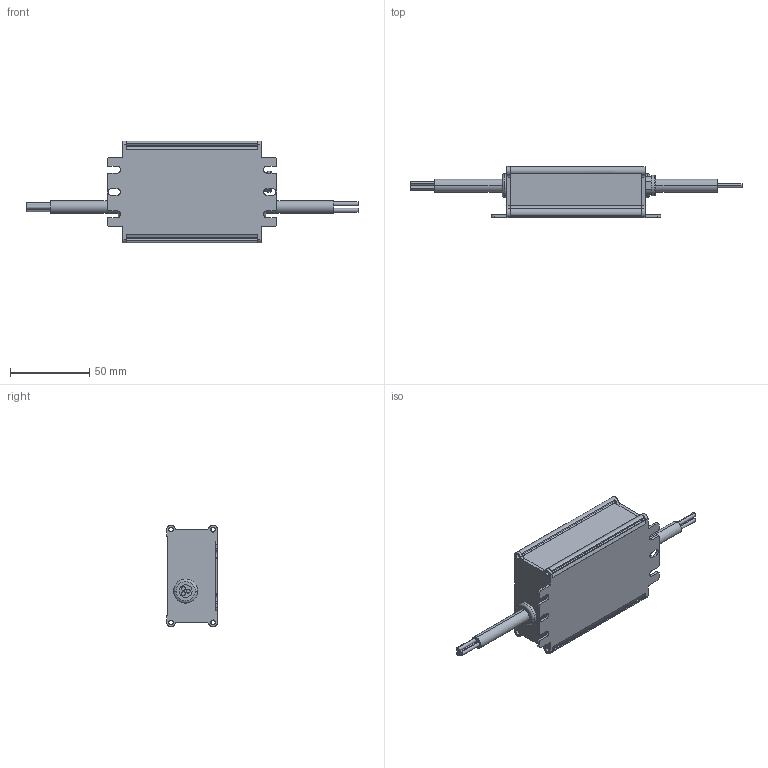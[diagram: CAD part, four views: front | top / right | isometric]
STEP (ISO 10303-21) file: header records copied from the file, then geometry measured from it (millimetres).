
FILE_DESCRIPTION(('Creo Elements/Direct Modeling STEP Export'),'2;1');
FILE_NAME('M94.stp','2021-07-22T 7:43:07',(''),(''),'PTC Creo Elements/Direct Modeling STEP processor for AP214 (Solid Model)','PTC Creo Elements/Direct Modeling 19.0E 27-Jun-2016 (C) Parametric Technology GmbH','');
FILE_SCHEMA(('AUTOMOTIVE_DESIGN { 1 0 10303 214 1 1 1 1 }'));
Length unit declared in the file: millimetre
Products named in the file (2): M94
Assembly tree (1 placements, depth 2):
  M94
    M94
Bounding box: 209.16 x 32.04 x 64.06 mm (x, y, z)
Volume: 36880.5 mm3; surface area: 46584.1 mm2
Topology: 1 solids, 3 shells, 326 faces, 863 edges, 558 vertices
Faces by surface type: plane 175, cylinder 134, cone 9, torus 8
Entity records: 9647 total; most frequent: ORIENTED_EDGE 1726, CARTESIAN_POINT 1677, DIRECTION 1616, EDGE_CURVE 863, AXIS2_PLACEMENT_3D 570, VERTEX_POINT 558, VECTOR 476, LINE 476
